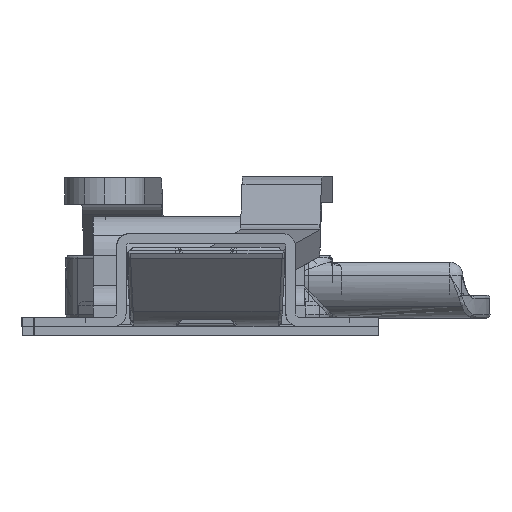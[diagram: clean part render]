
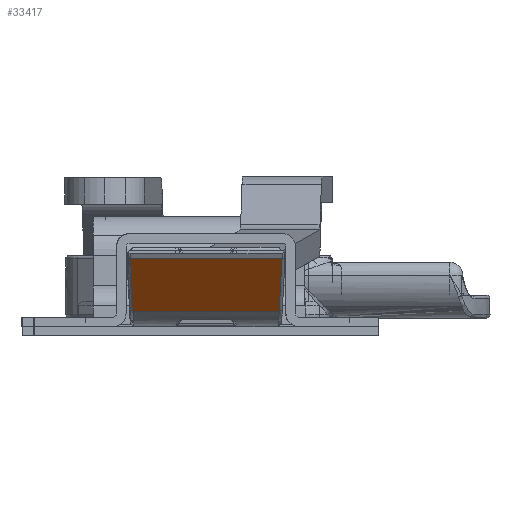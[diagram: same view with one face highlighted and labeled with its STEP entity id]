
A CAD part, left-side view. The second image highlights one B-rep face of the part: STEP entity #33417.
In plain terms, the highlighted planar face has unit normal (-0.707, -0.001, -0.707).
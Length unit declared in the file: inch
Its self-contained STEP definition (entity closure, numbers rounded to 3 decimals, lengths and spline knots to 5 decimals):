
#33041=CARTESIAN_POINT('',(-55.17446,1.10791,0.72844));
#33042=VERTEX_POINT('',#33041);
#33058=CARTESIAN_POINT('',(-54.68143,1.08271,0.23545));
#33059=VERTEX_POINT('',#33058);
#33067=CARTESIAN_POINT('',(-55.17446,1.10791,0.72844));
#33068=DIRECTION('',(0.707,-0.036,-0.707));
#33069=VECTOR('',#33068,0.69768);
#33070=LINE('',#33067,#33069);
#33071=EDGE_CURVE('',#33042,#33059,#33070,.T.);
#33387=CARTESIAN_POINT('',(-55.15248,1.13955,0.70642));
#33388=DIRECTION('',(0.707,0.001,0.707));
#33389=DIRECTION('',(-0.707,-0.001,0.707));
#33390=AXIS2_PLACEMENT_3D('',#33387,#33388,#33389);
#33391=PLANE('',#33390);
#33392=CARTESIAN_POINT('',(-55.17263,-0.32264,0.72844));
#33393=VERTEX_POINT('',#33392);
#33394=CARTESIAN_POINT('',(-55.17263,-0.32264,0.72844));
#33395=DIRECTION('',(-0.001,1.,0.));
#33396=VECTOR('',#33395,1.43055);
#33397=LINE('',#33394,#33396);
#33398=EDGE_CURVE('',#33393,#33042,#33397,.T.);
#33399=ORIENTED_EDGE('',*,*,#33398,.T.);
#33400=ORIENTED_EDGE('',*,*,#33071,.T.);
#33401=CARTESIAN_POINT('',(-54.67967,-0.29617,0.23545));
#33402=VERTEX_POINT('',#33401);
#33403=CARTESIAN_POINT('',(-54.68143,1.08271,0.23545));
#33404=DIRECTION('',(0.001,-1.,0.));
#33405=VECTOR('',#33404,1.37888);
#33406=LINE('',#33403,#33405);
#33407=EDGE_CURVE('',#33059,#33402,#33406,.T.);
#33408=ORIENTED_EDGE('',*,*,#33407,.T.);
#33409=CARTESIAN_POINT('',(-54.67967,-0.29617,0.23545));
#33410=DIRECTION('',(-0.707,-0.038,0.707));
#33411=VECTOR('',#33410,0.69768);
#33412=LINE('',#33409,#33411);
#33413=EDGE_CURVE('',#33402,#33393,#33412,.T.);
#33414=ORIENTED_EDGE('',*,*,#33413,.T.);
#33415=EDGE_LOOP('',(#33399,#33400,#33408,#33414));
#33416=FACE_OUTER_BOUND('',#33415,.T.);
#33417=ADVANCED_FACE('',(#33416),#33391,.F.);
